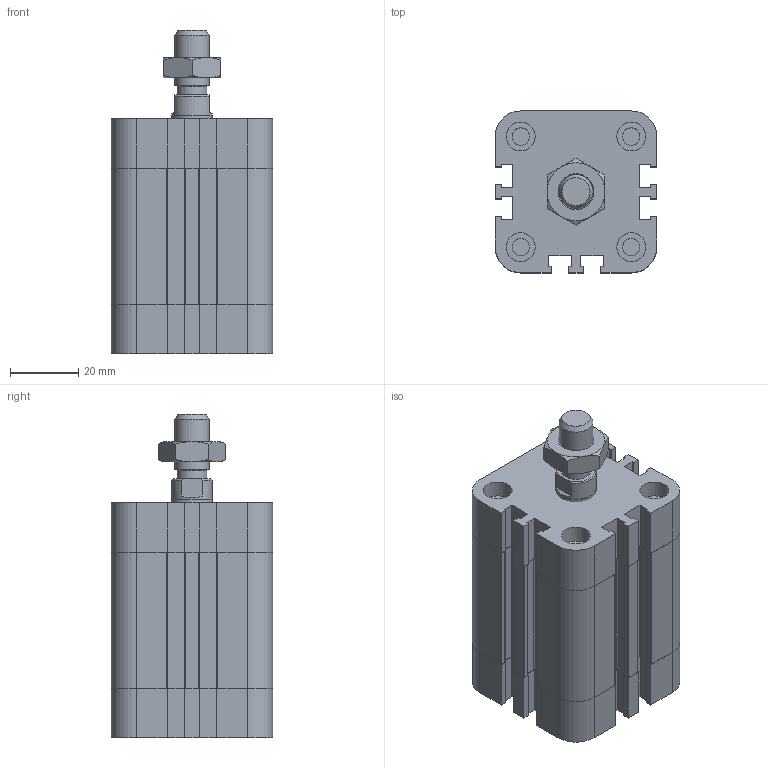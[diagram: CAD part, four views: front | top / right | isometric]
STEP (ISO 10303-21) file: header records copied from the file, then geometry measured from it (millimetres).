
FILE_DESCRIPTION((''),'2;1');
FILE_NAME('155#_32_0025_02_#-01.iam.step','2011-03-29T10:51:50',(''),(''),'Autodesk Inventor 2011','Autodesk Inventor 2011','');
FILE_SCHEMA(('AUTOMOTIVE_DESIGN { 1 0 10303 214 1 1 1 1 }'));
Length unit declared in the file: millimetre
Products named in the file (6): 155#_32_0025_02_#-01; 1532_502; 1540_503_32_0025; 1540_531_32_0025; 1532_501; 1320_32_18F
Assembly tree (5 placements, depth 2):
  155#_32_0025_02_#-01
    1532_502
    1540_503_32_0025
    1540_531_32_0025
    1532_501
    1320_32_18F
Bounding box: 47.5 x 47.5 x 95 mm (x, y, z)
Volume: 120859.2 mm3; surface area: 41026 mm2
Topology: 5 solids, 5 shells, 307 faces, 828 edges, 546 vertices
Faces by surface type: plane 199, cylinder 89, cone 19
Full cylindrical faces by diameter (mm): 4.5 x2, 5.1 x8, 8.5 x8, 8.7 x3, 8.75 x1, 9 x1, 10 x2, 11.8 x1, 12 x1, 32 x2
Entity records: 9735 total; most frequent: CARTESIAN_POINT 1706, DIRECTION 1602, ORIENTED_EDGE 1580, EDGE_CURVE 790, VECTOR 558, LINE 558, VERTEX_POINT 542, AXIS2_PLACEMENT_3D 522
